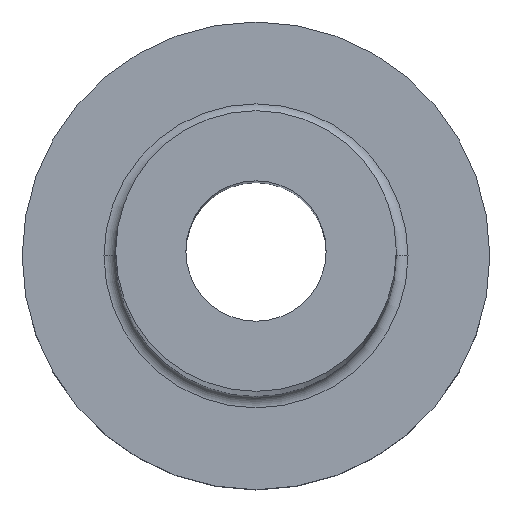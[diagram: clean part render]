
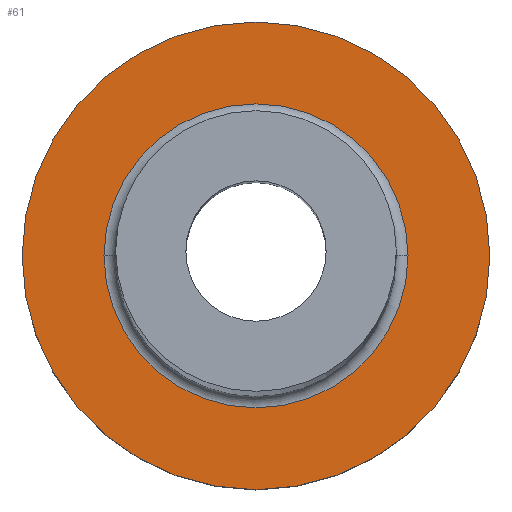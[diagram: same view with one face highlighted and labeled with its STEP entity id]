
A CAD part, top view. The second image highlights one B-rep face of the part: STEP entity #61.
In plain terms, the highlighted planar face has unit normal (0, 0, 1).
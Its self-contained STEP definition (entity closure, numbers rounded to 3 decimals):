
#25 = PLANE ( 'NONE',  #260 ) ;
#48 = CIRCLE ( 'NONE', #320, 6.5 ) ;
#50 = ORIENTED_EDGE ( 'NONE', *, *, #279, .T. ) ;
#51 = VERTEX_POINT ( 'NONE', #236 ) ;
#53 = CARTESIAN_POINT ( 'NONE',  ( 0., 0., 7. ) ) ;
#61 = ADVANCED_FACE ( 'NONE', ( #412, #96 ), #25, .T. ) ;
#76 = VERTEX_POINT ( 'NONE', #169 ) ;
#84 = CARTESIAN_POINT ( 'NONE',  ( -10., 0., 7. ) ) ;
#95 = DIRECTION ( 'NONE',  ( 0., 0., 1. ) ) ;
#96 = FACE_OUTER_BOUND ( 'NONE', #121, .T. ) ;
#121 = EDGE_LOOP ( 'NONE', ( #447, #367 ) ) ;
#127 = CIRCLE ( 'NONE', #362, 6.5 ) ;
#129 = AXIS2_PLACEMENT_3D ( 'NONE', #312, #95, #411 ) ;
#150 = DIRECTION ( 'NONE',  ( 0., 0., -1. ) ) ;
#169 = CARTESIAN_POINT ( 'NONE',  ( -6.5, 0., 7. ) ) ;
#198 = DIRECTION ( 'NONE',  ( 0., 0., 1. ) ) ;
#200 = DIRECTION ( 'NONE',  ( 1., 0., 0. ) ) ;
#201 = EDGE_CURVE ( 'NONE', #274, #51, #403, .T. ) ;
#215 = DIRECTION ( 'NONE',  ( 1., 0., 0. ) ) ;
#227 = VERTEX_POINT ( 'NONE', #287 ) ;
#232 = EDGE_CURVE ( 'NONE', #76, #227, #48, .T. ) ;
#236 = CARTESIAN_POINT ( 'NONE',  ( 10., 0., 7. ) ) ;
#237 = EDGE_LOOP ( 'NONE', ( #50, #423 ) ) ;
#248 = DIRECTION ( 'NONE',  ( 1., 0., 0. ) ) ;
#260 = AXIS2_PLACEMENT_3D ( 'NONE', #53, #198, #200 ) ;
#274 = VERTEX_POINT ( 'NONE', #84 ) ;
#279 = EDGE_CURVE ( 'NONE', #227, #76, #127, .T. ) ;
#287 = CARTESIAN_POINT ( 'NONE',  ( 6.5, 0., 7. ) ) ;
#288 = CARTESIAN_POINT ( 'NONE',  ( 0., 0., 7. ) ) ;
#312 = CARTESIAN_POINT ( 'NONE',  ( 0., 0., 7. ) ) ;
#320 = AXIS2_PLACEMENT_3D ( 'NONE', #355, #150, #248 ) ;
#322 = CIRCLE ( 'NONE', #129, 10. ) ;
#331 = DIRECTION ( 'NONE',  ( 1., 0., 0. ) ) ;
#350 = AXIS2_PLACEMENT_3D ( 'NONE', #288, #387, #215 ) ;
#355 = CARTESIAN_POINT ( 'NONE',  ( 0., 0., 7. ) ) ;
#361 = EDGE_CURVE ( 'NONE', #51, #274, #322, .T. ) ;
#362 = AXIS2_PLACEMENT_3D ( 'NONE', #434, #405, #331 ) ;
#367 = ORIENTED_EDGE ( 'NONE', *, *, #361, .T. ) ;
#387 = DIRECTION ( 'NONE',  ( 0., 0., 1. ) ) ;
#403 = CIRCLE ( 'NONE', #350, 10. ) ;
#405 = DIRECTION ( 'NONE',  ( 0., 0., -1. ) ) ;
#411 = DIRECTION ( 'NONE',  ( 1., 0., 0. ) ) ;
#412 = FACE_BOUND ( 'NONE', #237, .T. ) ;
#423 = ORIENTED_EDGE ( 'NONE', *, *, #232, .T. ) ;
#434 = CARTESIAN_POINT ( 'NONE',  ( 0., 0., 7. ) ) ;
#447 = ORIENTED_EDGE ( 'NONE', *, *, #201, .T. ) ;
